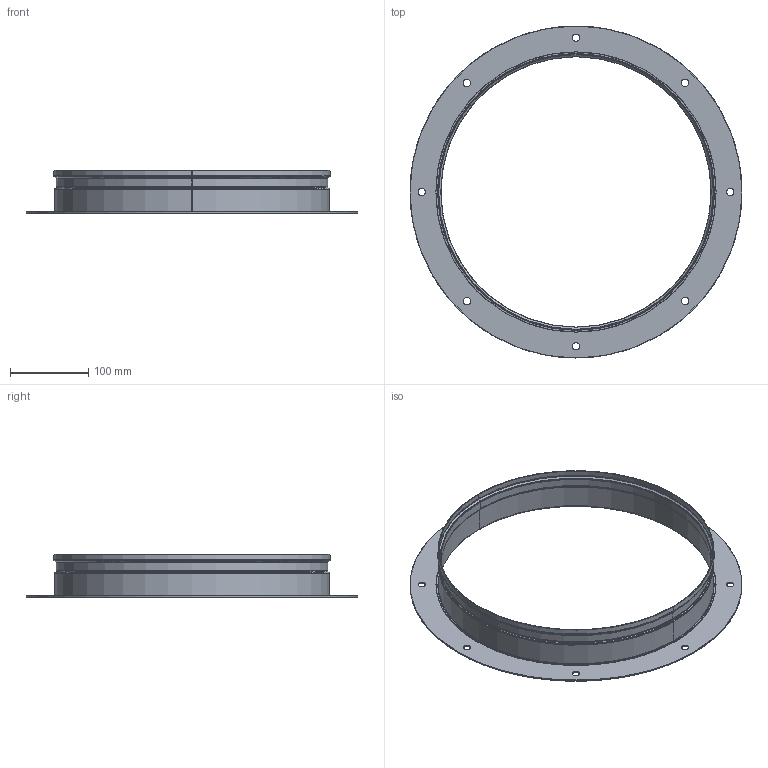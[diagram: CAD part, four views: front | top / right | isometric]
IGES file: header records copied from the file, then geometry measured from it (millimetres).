
Start section: SolidWorks IGES file using analytic representation for surfaces
Global section: file name: 5BO8361_Round Inlet adapter for AL355.IGS; native system: SolidWorks 2018; preprocessor: SolidWorks 2018; author: binatti; date: 220310.114828; units: millimetre
Bounding box: 425 x 425 x 55.8 mm (x, y, z)
Surface area: 233426.3 mm2 (no closed solid volume)
Topology: 0 solids, 0 shells, 67 faces, 1144 edges, 1144 vertices
Faces by surface type: revolution 42, bspline 25
